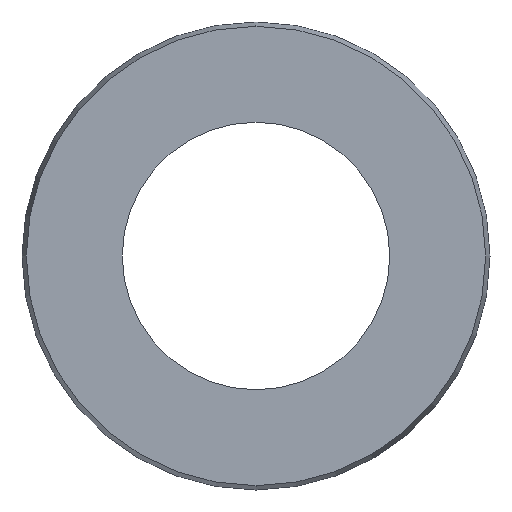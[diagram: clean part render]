
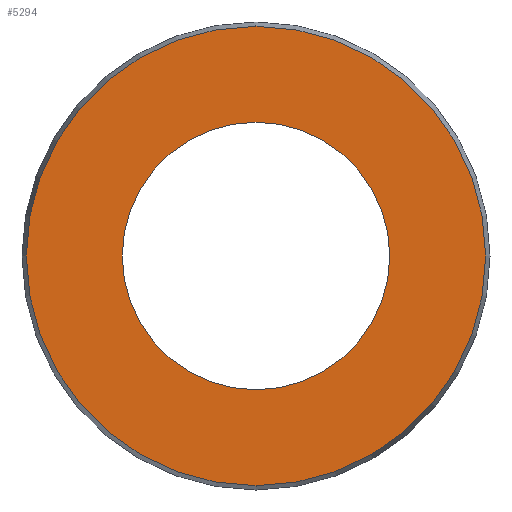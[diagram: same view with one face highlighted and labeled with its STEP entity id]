
A CAD part, left-side view. The second image highlights one B-rep face of the part: STEP entity #5294.
In plain terms, the highlighted planar face has unit normal (-1, 0, 0).
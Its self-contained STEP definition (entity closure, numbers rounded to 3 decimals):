
#1143 = CARTESIAN_POINT ( 'NONE',  ( -0.113, 0., 4. ) ) ;
#1151 = CIRCLE ( 'NONE', #1186, 4. ) ;
#1166 = DIRECTION ( 'NONE',  ( 0., 0., -1. ) ) ;
#1167 = DIRECTION ( 'NONE',  ( 1., 0., 0. ) ) ;
#1185 = CARTESIAN_POINT ( 'NONE',  ( -0.113, 0., -4. ) ) ;
#1186 = AXIS2_PLACEMENT_3D ( 'NONE', #1187, #1167, #1166 ) ;
#1187 = CARTESIAN_POINT ( 'NONE',  ( -0.113, 0., 0. ) ) ;
#1232 = CARTESIAN_POINT ( 'NONE',  ( -0.113, 0., 6.871 ) ) ;
#1297 = CARTESIAN_POINT ( 'NONE',  ( -0.113, 0., 0. ) ) ;
#1298 = CIRCLE ( 'NONE', #1336, 6.871 ) ;
#1308 = DIRECTION ( 'NONE',  ( -1., 0., 0. ) ) ;
#1323 = CARTESIAN_POINT ( 'NONE',  ( -0.113, 0., -6.871 ) ) ;
#1327 = DIRECTION ( 'NONE',  ( 0., 0., 1. ) ) ;
#1336 = AXIS2_PLACEMENT_3D ( 'NONE', #1297, #1308, #1327 ) ;
#2258 = FACE_OUTER_BOUND ( 'NONE', #5375, .T. ) ;
#2275 = PLANE ( 'NONE',  #2282 ) ;
#2282 = AXIS2_PLACEMENT_3D ( 'NONE', #2305, #2304, #2303 ) ;
#2303 = DIRECTION ( 'NONE',  ( 0., 0., -1. ) ) ;
#2304 = DIRECTION ( 'NONE',  ( 1., 0., 0. ) ) ;
#2305 = CARTESIAN_POINT ( 'NONE',  ( -0.113, 6.871, 0. ) ) ;
#2310 = FACE_BOUND ( 'NONE', #5230, .T. ) ;
#2489 = CIRCLE ( 'NONE', #2535, 4. ) ;
#2532 = DIRECTION ( 'NONE',  ( 0., 0., -1. ) ) ;
#2533 = DIRECTION ( 'NONE',  ( 1., 0., 0. ) ) ;
#2534 = CARTESIAN_POINT ( 'NONE',  ( -0.113, 0., 0. ) ) ;
#2535 = AXIS2_PLACEMENT_3D ( 'NONE', #2534, #2533, #2532 ) ;
#3484 = CARTESIAN_POINT ( 'NONE',  ( -0.113, 0., 0. ) ) ;
#3528 = DIRECTION ( 'NONE',  ( 0., 0., 1. ) ) ;
#3529 = DIRECTION ( 'NONE',  ( -1., 0., 0. ) ) ;
#3536 = AXIS2_PLACEMENT_3D ( 'NONE', #3484, #3529, #3528 ) ;
#3542 = CIRCLE ( 'NONE', #3536, 6.871 ) ;
#3976 = VERTEX_POINT ( 'NONE', #1143 ) ;
#3984 = EDGE_CURVE ( 'NONE', #3976, #3987, #1151, .T. ) ;
#3987 = VERTEX_POINT ( 'NONE', #1185 ) ;
#4004 = VERTEX_POINT ( 'NONE', #1232 ) ;
#4063 = EDGE_CURVE ( 'NONE', #4004, #4065, #1298, .T. ) ;
#4065 = VERTEX_POINT ( 'NONE', #1323 ) ;
#5230 = EDGE_LOOP ( 'NONE', ( #5408, #5239 ) ) ;
#5239 = ORIENTED_EDGE ( 'NONE', *, *, #5409, .T. ) ;
#5269 = ORIENTED_EDGE ( 'NONE', *, *, #5953, .T. ) ;
#5292 = ORIENTED_EDGE ( 'NONE', *, *, #4063, .T. ) ;
#5294 = ADVANCED_FACE ( 'NONE', ( #2310, #2258 ), #2275, .F. ) ;
#5375 = EDGE_LOOP ( 'NONE', ( #5269, #5292 ) ) ;
#5408 = ORIENTED_EDGE ( 'NONE', *, *, #3984, .T. ) ;
#5409 = EDGE_CURVE ( 'NONE', #3987, #3976, #2489, .T. ) ;
#5953 = EDGE_CURVE ( 'NONE', #4065, #4004, #3542, .T. ) ;
